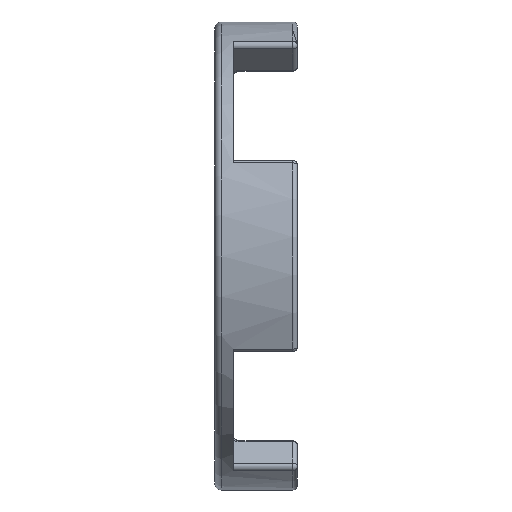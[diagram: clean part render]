
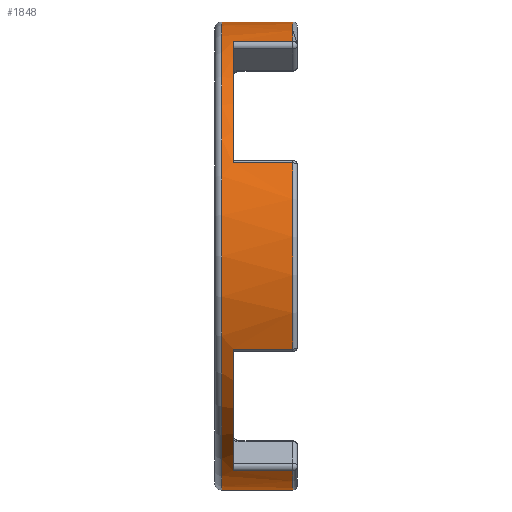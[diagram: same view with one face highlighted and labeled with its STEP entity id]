
A CAD part, left-side view. The second image highlights one B-rep face of the part: STEP entity #1848.
In plain terms, the highlighted cylindrical face has radius 50.9 mm (diameter 101.8 mm), a partial arc.
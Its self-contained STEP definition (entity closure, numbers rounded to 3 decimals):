
#31 = DIRECTION ( 'NONE',  ( 0., 0., -1. ) ) ;
#56 = EDGE_CURVE ( 'NONE', #1198, #3596, #2392, .T. ) ;
#66 = CARTESIAN_POINT ( 'NONE',  ( -46.703, -13., -20.239 ) ) ;
#88 = DIRECTION ( 'NONE',  ( 0., 1., 0. ) ) ;
#89 = CARTESIAN_POINT ( 'NONE',  ( -20.239, -13., 46.703 ) ) ;
#187 = EDGE_CURVE ( 'NONE', #3552, #1967, #2239, .T. ) ;
#196 = ORIENTED_EDGE ( 'NONE', *, *, #1156, .T. ) ;
#245 = EDGE_CURVE ( 'NONE', #1481, #1961, #1318, .T. ) ;
#269 = CARTESIAN_POINT ( 'NONE',  ( 0., 2.5, 50.9 ) ) ;
#272 = DIRECTION ( 'NONE',  ( 0., 0., 1. ) ) ;
#389 = DIRECTION ( 'NONE',  ( 0., 0., 1. ) ) ;
#396 = CARTESIAN_POINT ( 'NONE',  ( -46.703, 0., 20.239 ) ) ;
#429 = VERTEX_POINT ( 'NONE', #4059 ) ;
#505 = DIRECTION ( 'NONE',  ( 0., -1., 0. ) ) ;
#624 = VERTEX_POINT ( 'NONE', #1732 ) ;
#650 = DIRECTION ( 'NONE',  ( 0., 1., 0. ) ) ;
#656 = AXIS2_PLACEMENT_3D ( 'NONE', #874, #2130, #2443 ) ;
#663 = DIRECTION ( 'NONE',  ( 0., 0., -1. ) ) ;
#795 = FACE_OUTER_BOUND ( 'NONE', #1406, .T. ) ;
#841 = EDGE_CURVE ( 'NONE', #3434, #4058, #1995, .T. ) ;
#874 = CARTESIAN_POINT ( 'NONE',  ( 0., -13., 0. ) ) ;
#1094 = EDGE_CURVE ( 'NONE', #1198, #624, #4299, .T. ) ;
#1156 = EDGE_CURVE ( 'NONE', #624, #3552, #1343, .T. ) ;
#1198 = VERTEX_POINT ( 'NONE', #269 ) ;
#1250 = EDGE_CURVE ( 'NONE', #1967, #1961, #3342, .T. ) ;
#1251 = VECTOR ( 'NONE', #650, 1000. ) ;
#1313 = CARTESIAN_POINT ( 'NONE',  ( 0., 2.5, 0. ) ) ;
#1318 = CIRCLE ( 'NONE', #1646, 50.9 ) ;
#1334 = DIRECTION ( 'NONE',  ( 0., 1., 0. ) ) ;
#1343 = LINE ( 'NONE', #2117, #2567 ) ;
#1406 = EDGE_LOOP ( 'NONE', ( #3804, #2300, #196, #2430, #4991, #4662, #2439, #2111, #2281, #2668, #1516, #2353 ) ) ;
#1424 = DIRECTION ( 'NONE',  ( 0., -1., 0. ) ) ;
#1444 = VECTOR ( 'NONE', #1424, 1000. ) ;
#1456 = DIRECTION ( 'NONE',  ( 0., -1., 0. ) ) ;
#1476 = CIRCLE ( 'NONE', #656, 50.9 ) ;
#1481 = VERTEX_POINT ( 'NONE', #5050 ) ;
#1516 = ORIENTED_EDGE ( 'NONE', *, *, #2104, .T. ) ;
#1554 = VECTOR ( 'NONE', #88, 1000. ) ;
#1617 = EDGE_CURVE ( 'NONE', #3595, #3596, #3207, .T. ) ;
#1634 = DIRECTION ( 'NONE',  ( 0., -1., 0. ) ) ;
#1646 = AXIS2_PLACEMENT_3D ( 'NONE', #4268, #1456, #389 ) ;
#1732 = CARTESIAN_POINT ( 'NONE',  ( 0., 2.5, -50.9 ) ) ;
#1848 = ADVANCED_FACE ( 'NONE', ( #795 ), #2731, .T. ) ;
#1938 = AXIS2_PLACEMENT_3D ( 'NONE', #4658, #4684, #31 ) ;
#1961 = VERTEX_POINT ( 'NONE', #3597 ) ;
#1967 = VERTEX_POINT ( 'NONE', #3204 ) ;
#1989 = AXIS2_PLACEMENT_3D ( 'NONE', #2057, #1334, #2897 ) ;
#1995 = CIRCLE ( 'NONE', #3554, 50.9 ) ;
#2038 = EDGE_CURVE ( 'NONE', #1481, #3693, #4161, .T. ) ;
#2057 = CARTESIAN_POINT ( 'NONE',  ( 0., -13., 0. ) ) ;
#2104 = EDGE_CURVE ( 'NONE', #3434, #3595, #4290, .T. ) ;
#2111 = ORIENTED_EDGE ( 'NONE', *, *, #2930, .T. ) ;
#2117 = CARTESIAN_POINT ( 'NONE',  ( 0., 4., -50.9 ) ) ;
#2130 = DIRECTION ( 'NONE',  ( 0., 1., 0. ) ) ;
#2239 = CIRCLE ( 'NONE', #4707, 50.9 ) ;
#2275 = DIRECTION ( 'NONE',  ( 0., -1., 0. ) ) ;
#2281 = ORIENTED_EDGE ( 'NONE', *, *, #2673, .T. ) ;
#2300 = ORIENTED_EDGE ( 'NONE', *, *, #1094, .T. ) ;
#2353 = ORIENTED_EDGE ( 'NONE', *, *, #1617, .T. ) ;
#2392 = LINE ( 'NONE', #3648, #4135 ) ;
#2430 = ORIENTED_EDGE ( 'NONE', *, *, #187, .T. ) ;
#2439 = ORIENTED_EDGE ( 'NONE', *, *, #2038, .T. ) ;
#2443 = DIRECTION ( 'NONE',  ( 0., 0., -1. ) ) ;
#2481 = DIRECTION ( 'NONE',  ( 0., -1., 0. ) ) ;
#2567 = VECTOR ( 'NONE', #2481, 1000. ) ;
#2655 = AXIS2_PLACEMENT_3D ( 'NONE', #1313, #505, #4101 ) ;
#2666 = CARTESIAN_POINT ( 'NONE',  ( 0., 0., 0. ) ) ;
#2668 = ORIENTED_EDGE ( 'NONE', *, *, #841, .F. ) ;
#2673 = EDGE_CURVE ( 'NONE', #429, #4058, #4405, .T. ) ;
#2731 = CYLINDRICAL_SURFACE ( 'NONE', #1938, 50.9 ) ;
#2888 = CARTESIAN_POINT ( 'NONE',  ( -20.239, 0., 46.703 ) ) ;
#2897 = DIRECTION ( 'NONE',  ( 0., 0., -1. ) ) ;
#2930 = EDGE_CURVE ( 'NONE', #3693, #429, #1476, .T. ) ;
#3204 = CARTESIAN_POINT ( 'NONE',  ( -20.239, -13., -46.703 ) ) ;
#3207 = CIRCLE ( 'NONE', #1989, 50.9 ) ;
#3342 = LINE ( 'NONE', #4533, #1251 ) ;
#3434 = VERTEX_POINT ( 'NONE', #2888 ) ;
#3552 = VERTEX_POINT ( 'NONE', #4139 ) ;
#3554 = AXIS2_PLACEMENT_3D ( 'NONE', #2666, #2275, #272 ) ;
#3595 = VERTEX_POINT ( 'NONE', #89 ) ;
#3596 = VERTEX_POINT ( 'NONE', #4242 ) ;
#3597 = CARTESIAN_POINT ( 'NONE',  ( -20.239, 0., -46.703 ) ) ;
#3605 = CARTESIAN_POINT ( 'NONE',  ( -46.703, 4., 20.239 ) ) ;
#3648 = CARTESIAN_POINT ( 'NONE',  ( 0., 4., 50.9 ) ) ;
#3693 = VERTEX_POINT ( 'NONE', #66 ) ;
#3761 = CARTESIAN_POINT ( 'NONE',  ( -46.703, 4., -20.239 ) ) ;
#3804 = ORIENTED_EDGE ( 'NONE', *, *, #56, .F. ) ;
#3949 = CARTESIAN_POINT ( 'NONE',  ( -20.239, 4., 46.703 ) ) ;
#3999 = DIRECTION ( 'NONE',  ( 0., -1., 0. ) ) ;
#4058 = VERTEX_POINT ( 'NONE', #396 ) ;
#4059 = CARTESIAN_POINT ( 'NONE',  ( -46.703, -13., 20.239 ) ) ;
#4101 = DIRECTION ( 'NONE',  ( 0., 0., 1. ) ) ;
#4135 = VECTOR ( 'NONE', #1634, 1000. ) ;
#4139 = CARTESIAN_POINT ( 'NONE',  ( 0., -13., -50.9 ) ) ;
#4161 = LINE ( 'NONE', #3761, #1444 ) ;
#4242 = CARTESIAN_POINT ( 'NONE',  ( 0., -13., 50.9 ) ) ;
#4268 = CARTESIAN_POINT ( 'NONE',  ( 0., 0., 0. ) ) ;
#4290 = LINE ( 'NONE', #3949, #5062 ) ;
#4299 = CIRCLE ( 'NONE', #2655, 50.9 ) ;
#4405 = LINE ( 'NONE', #3605, #1554 ) ;
#4533 = CARTESIAN_POINT ( 'NONE',  ( -20.239, 4., -46.703 ) ) ;
#4658 = CARTESIAN_POINT ( 'NONE',  ( 0., 4., 0. ) ) ;
#4662 = ORIENTED_EDGE ( 'NONE', *, *, #245, .F. ) ;
#4684 = DIRECTION ( 'NONE',  ( 0., -1., 0. ) ) ;
#4707 = AXIS2_PLACEMENT_3D ( 'NONE', #5011, #5040, #663 ) ;
#4991 = ORIENTED_EDGE ( 'NONE', *, *, #1250, .T. ) ;
#5011 = CARTESIAN_POINT ( 'NONE',  ( 0., -13., 0. ) ) ;
#5040 = DIRECTION ( 'NONE',  ( 0., 1., 0. ) ) ;
#5050 = CARTESIAN_POINT ( 'NONE',  ( -46.703, 0., -20.239 ) ) ;
#5062 = VECTOR ( 'NONE', #3999, 1000. ) ;
